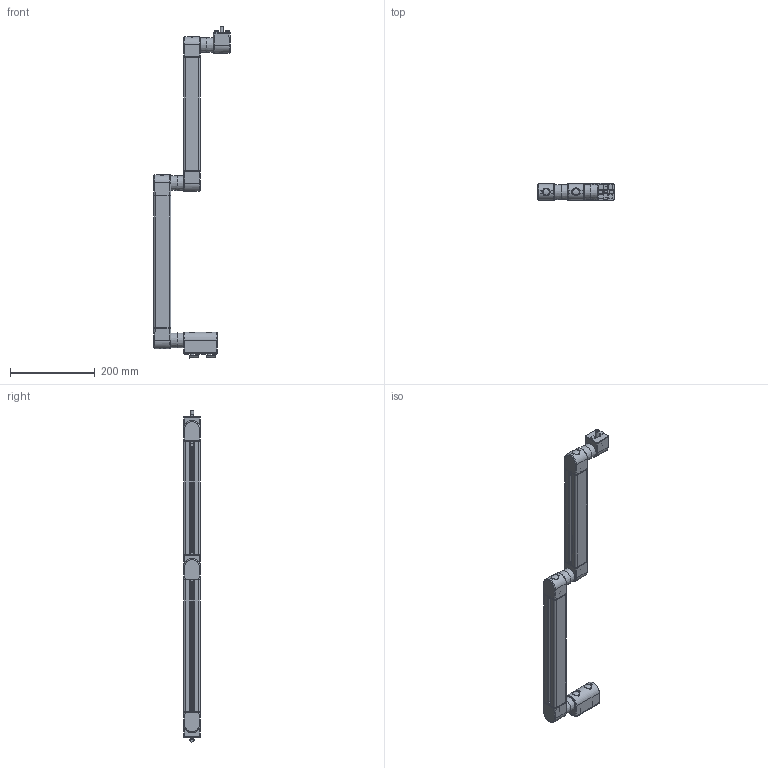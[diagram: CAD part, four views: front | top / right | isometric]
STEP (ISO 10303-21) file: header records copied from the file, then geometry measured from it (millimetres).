
FILE_DESCRIPTION(('STEP AP203'),'1');
FILE_NAME('ERGO08H2662.stp','2024-03-04T13:41:26',(' '),(' '),'Spatial InterOp 3D',' ',' ');
FILE_SCHEMA(('CONFIG_CONTROL_DESIGN'));
Length unit declared in the file: millimetre
Products named in the file (21): Articulation à friction simple parallèle; Vis CHC - M8x50; Cache vis; Capot 8-40; Corps 1Z40; Kit de fixation; Vis BHC - M8x45; Écrou 8 St M8; arbre de friction; générique bras articulé double; Profilé 8 40x40 2N180 E; Articulation à friction simple parallèle 1 section double; Corps 2Z40
Assembly tree (43 placements, depth 5):
  générique bras articulé double
    Articulation à friction simple parallèle
      Articulation à friction simple parallèle
        Vis CHC - M8x50
        Cache vis
        Capot 8-40
        Corps 1Z40
      Articulation à friction simple parallèle
        Corps 1Z40
        Capot 8-40
        Kit de fixation
          Vis BHC - M8x45
          Écrou 8 St M8
        Cache vis
        arbre de friction
    Profilé 8 40x40 2N180 E
    Articulation à friction simple parallèle
      Articulation à friction simple parallèle
        Vis CHC - M8x50
        Cache vis
        Capot 8-40
        Corps 1Z40
      Articulation à friction simple parallèle
        Corps 1Z40
        Capot 8-40
        Vis CHC - M8x50
        Cache vis
        arbre de friction
    Profilé 8 40x40 2N180 E
    Articulation à friction simple parallèle 1 section double
      Articulation à friction simple parallèle 1 section double
        Vis CHC - M8x50
        Capot 8-40
        Cache vis
        Corps 1Z40
      Articulation à friction simple parallèle 1 section double
        Kit de fixation  x2
          Vis BHC - M8x45
          Écrou 8 St M8
        Capot 8-40  x2
        Cache vis  x2
        arbre de friction
        Corps 2Z40
Bounding box: 180 x 40 x 781.3 mm (x, y, z)
Volume: 795435 mm3; surface area: 442624.6 mm2
Topology: 35 solids, 35 shells, 2109 faces, 5587 edges, 3675 vertices
Faces by surface type: plane 1014, cylinder 827, cone 167, torus 98, sphere 3
Full cylindrical faces by diameter (mm): 4 x3, 6.78 x2, 6.8 x3, 8 x14, 8.4 x7, 10 x7, 13 x11, 15.3 x7, 17.87 x7, 28 x6
Entity records: 34449 total; most frequent: CARTESIAN_POINT 7722, DIRECTION 4537, ORIENTED_EDGE 4412, EDGE_CURVE 2206, AXIS2_PLACEMENT_3D 1649, VERTEX_POINT 1492, LINE 1239, VECTOR 1239
